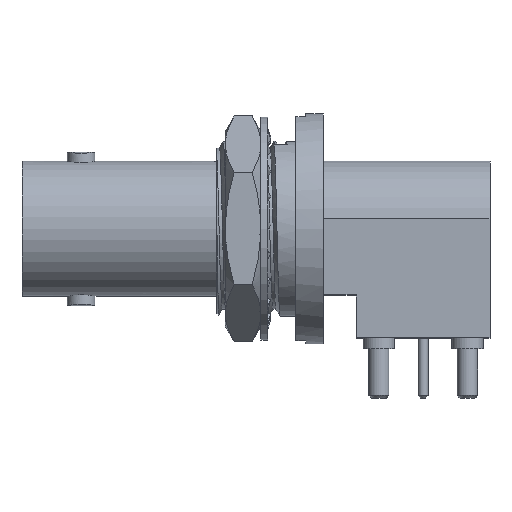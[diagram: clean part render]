
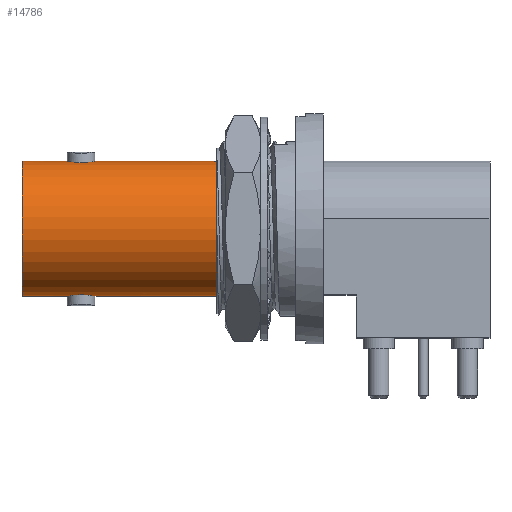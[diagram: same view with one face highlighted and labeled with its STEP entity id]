
A CAD part, top view. The second image highlights one B-rep face of the part: STEP entity #14786.
In plain terms, the highlighted cylindrical face has radius 4.825 mm (diameter 9.65 mm), a partial arc.
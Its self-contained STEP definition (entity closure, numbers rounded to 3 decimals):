
#5039=CARTESIAN_POINT('',(13.97,0.,0.));
#5040=DIRECTION('',(-1.,0.,0.));
#5041=DIRECTION('',(0.,-1.,0.));
#5042=AXIS2_PLACEMENT_3D('',#5039,#5040,#5041);
#5108=DIRECTION('',(1.,0.,0.));
#5109=VECTOR('',#5108,8.74);
#5110=CARTESIAN_POINT('',(5.23,-4.825,0.));
#5111=LINE('',#5110,#5109);
#5112=DIRECTION('',(1.,0.,0.));
#5113=VECTOR('',#5112,8.74);
#5114=CARTESIAN_POINT('',(5.23,4.825,0.));
#5115=LINE('',#5114,#5113);
#5150=DIRECTION('',(1.,0.,0.));
#5151=VECTOR('',#5150,3.25);
#5152=CARTESIAN_POINT('',(0.,4.825,0.));
#5153=LINE('',#5152,#5151);
#5154=DIRECTION('',(1.,0.,0.));
#5155=VECTOR('',#5154,3.25);
#5156=CARTESIAN_POINT('',(0.,-4.825,0.));
#5157=LINE('',#5156,#5155);
#5245=DIRECTION('',(1.,0.,0.));
#5246=VECTOR('',#5245,0.317);
#5247=CARTESIAN_POINT('',(4.082,-4.725,0.977));
#5248=LINE('',#5247,#5246);
#5249=CARTESIAN_POINT('',(4.082,-4.725,0.977));
#5250=CARTESIAN_POINT('',(4.04,-4.726,
0.97));
#5251=CARTESIAN_POINT('',(3.958,-4.73,
0.952));
#5252=CARTESIAN_POINT('',(3.839,-4.739,
0.908));
#5253=CARTESIAN_POINT('',(3.726,-4.75,
0.849));
#5254=CARTESIAN_POINT('',(3.621,-4.762,
0.776));
#5255=CARTESIAN_POINT('',(3.526,-4.776,
0.69));
#5256=CARTESIAN_POINT('',(3.443,-4.789,
0.592));
#5257=CARTESIAN_POINT('',(3.374,-4.801,
0.485));
#5258=CARTESIAN_POINT('',(3.319,-4.811,
0.37));
#5259=CARTESIAN_POINT('',(3.279,-4.819,
0.25));
#5260=CARTESIAN_POINT('',(3.255,-4.824,
0.126));
#5261=CARTESIAN_POINT('',(3.25,-4.825,0.042));
#5262=CARTESIAN_POINT('',(3.25,-4.825,0.));
#5264=CARTESIAN_POINT('',(3.25,4.825,0.));
#5265=CARTESIAN_POINT('',(3.25,4.825,0.042));
#5266=CARTESIAN_POINT('',(3.255,4.824,0.126));
#5267=CARTESIAN_POINT('',(3.279,4.819,0.25));
#5268=CARTESIAN_POINT('',(3.319,4.811,0.37));
#5269=CARTESIAN_POINT('',(3.374,4.801,0.485));
#5270=CARTESIAN_POINT('',(3.443,4.789,0.592));
#5271=CARTESIAN_POINT('',(3.526,4.776,0.69));
#5272=CARTESIAN_POINT('',(3.621,4.762,0.776));
#5273=CARTESIAN_POINT('',(3.726,4.75,0.849));
#5274=CARTESIAN_POINT('',(3.839,4.739,0.908));
#5275=CARTESIAN_POINT('',(3.958,4.73,0.952));
#5276=CARTESIAN_POINT('',(4.04,4.726,0.97));
#5277=CARTESIAN_POINT('',(4.082,4.725,0.977));
#5279=DIRECTION('',(1.,0.,0.));
#5280=VECTOR('',#5279,0.317);
#5281=CARTESIAN_POINT('',(4.082,4.725,0.977));
#5282=LINE('',#5281,#5280);
#5283=CARTESIAN_POINT('',(4.398,4.725,0.977));
#5284=CARTESIAN_POINT('',(4.44,4.726,0.97));
#5285=CARTESIAN_POINT('',(4.522,4.73,0.952));
#5286=CARTESIAN_POINT('',(4.641,4.739,0.908));
#5287=CARTESIAN_POINT('',(4.754,4.75,0.849));
#5288=CARTESIAN_POINT('',(4.859,4.762,0.776));
#5289=CARTESIAN_POINT('',(4.954,4.776,0.69));
#5290=CARTESIAN_POINT('',(5.037,4.789,0.592));
#5291=CARTESIAN_POINT('',(5.106,4.801,0.485));
#5292=CARTESIAN_POINT('',(5.161,4.811,0.37));
#5293=CARTESIAN_POINT('',(5.201,4.819,0.25));
#5294=CARTESIAN_POINT('',(5.225,4.824,0.126));
#5295=CARTESIAN_POINT('',(5.23,4.825,0.042));
#5296=CARTESIAN_POINT('',(5.23,4.825,0.));
#5298=CARTESIAN_POINT('',(5.23,-4.825,0.));
#5299=CARTESIAN_POINT('',(5.23,-4.825,0.042));
#5300=CARTESIAN_POINT('',(5.225,-4.824,
0.126));
#5301=CARTESIAN_POINT('',(5.201,-4.819,
0.25));
#5302=CARTESIAN_POINT('',(5.161,-4.811,
0.37));
#5303=CARTESIAN_POINT('',(5.106,-4.801,
0.485));
#5304=CARTESIAN_POINT('',(5.037,-4.789,
0.592));
#5305=CARTESIAN_POINT('',(4.954,-4.776,
0.69));
#5306=CARTESIAN_POINT('',(4.859,-4.762,
0.776));
#5307=CARTESIAN_POINT('',(4.754,-4.75,
0.849));
#5308=CARTESIAN_POINT('',(4.641,-4.739,
0.908));
#5309=CARTESIAN_POINT('',(4.522,-4.73,
0.952));
#5310=CARTESIAN_POINT('',(4.44,-4.726,
0.97));
#5311=CARTESIAN_POINT('',(4.398,-4.725,0.977));
#5313=CARTESIAN_POINT('',(0.,0.,0.));
#5314=DIRECTION('',(1.,0.,0.));
#5315=DIRECTION('',(0.,1.,0.));
#5316=AXIS2_PLACEMENT_3D('',#5313,#5314,#5315);
#6830=CARTESIAN_POINT('',(13.97,-4.825,0.));
#6831=CARTESIAN_POINT('',(13.97,4.825,0.));
#6832=VERTEX_POINT('',#6830);
#6833=VERTEX_POINT('',#6831);
#6834=CARTESIAN_POINT('',(0.,4.825,0.));
#6835=CARTESIAN_POINT('',(0.,-4.825,0.));
#6836=VERTEX_POINT('',#6834);
#6837=VERTEX_POINT('',#6835);
#7031=CARTESIAN_POINT('',(4.082,4.725,0.977));
#7032=CARTESIAN_POINT('',(4.398,4.725,0.977));
#7033=VERTEX_POINT('',#7031);
#7034=VERTEX_POINT('',#7032);
#7035=VERTEX_POINT('',#5264);
#7036=VERTEX_POINT('',#5296);
#7041=CARTESIAN_POINT('',(4.082,-4.725,0.977));
#7042=CARTESIAN_POINT('',(4.398,-4.725,0.977));
#7043=VERTEX_POINT('',#7041);
#7044=VERTEX_POINT('',#7042);
#7045=VERTEX_POINT('',#5298);
#7046=VERTEX_POINT('',#5262);
#14762=CARTESIAN_POINT('',(-0.699,0.,0.));
#14763=DIRECTION('',(1.,0.,0.));
#14764=DIRECTION('',(0.,-1.,0.));
#14765=AXIS2_PLACEMENT_3D('',#14762,#14763,#14764);
#14766=CYLINDRICAL_SURFACE('',#14765,4.825);
#14768=ORIENTED_EDGE('',*,*,#14767,.F.);
#14769=ORIENTED_EDGE('',*,*,#14752,.T.);
#14770=ORIENTED_EDGE('',*,*,#14699,.F.);
#14772=ORIENTED_EDGE('',*,*,#14771,.F.);
#14773=ORIENTED_EDGE('',*,*,#14695,.T.);
#14775=ORIENTED_EDGE('',*,*,#14774,.T.);
#14777=ORIENTED_EDGE('',*,*,#14776,.T.);
#14779=ORIENTED_EDGE('',*,*,#14778,.T.);
#14780=ORIENTED_EDGE('',*,*,#14687,.T.);
#14781=ORIENTED_EDGE('',*,*,#14658,.F.);
#14782=ORIENTED_EDGE('',*,*,#14684,.F.);
#14783=ORIENTED_EDGE('',*,*,#14756,.T.);
#14784=EDGE_LOOP('',(#14768,#14769,#14770,#14772,#14773,#14775,#14777,#14779,
#14780,#14781,#14782,#14783));
#14785=FACE_OUTER_BOUND('',#14784,.F.);
#5043=CIRCLE('',#5042,4.825);
#5263=B_SPLINE_CURVE_WITH_KNOTS('',3,(#5249,#5250,#5251,#5252,#5253,#5254,#5255,
#5256,#5257,#5258,#5259,#5260,#5261,#5262),.UNSPECIFIED.,.F.,.F.,(4,1,1,1,1,1,1,
1,1,1,1,4),(0.,0.091,0.182,0.273,
0.364,0.455,0.545,0.636,
0.727,0.818,0.909,1.),.UNSPECIFIED.);
#5278=B_SPLINE_CURVE_WITH_KNOTS('',3,(#5264,#5265,#5266,#5267,#5268,#5269,#5270,
#5271,#5272,#5273,#5274,#5275,#5276,#5277),.UNSPECIFIED.,.F.,.F.,(4,1,1,1,1,1,1,
1,1,1,1,4),(0.,0.091,0.182,0.273,
0.364,0.455,0.545,0.636,
0.727,0.818,0.909,1.),.UNSPECIFIED.);
#5297=B_SPLINE_CURVE_WITH_KNOTS('',3,(#5283,#5284,#5285,#5286,#5287,#5288,#5289,
#5290,#5291,#5292,#5293,#5294,#5295,#5296),.UNSPECIFIED.,.F.,.F.,(4,1,1,1,1,1,1,
1,1,1,1,4),(0.,0.091,0.182,0.273,
0.364,0.455,0.545,0.636,
0.727,0.818,0.909,1.),.UNSPECIFIED.);
#5312=B_SPLINE_CURVE_WITH_KNOTS('',3,(#5298,#5299,#5300,#5301,#5302,#5303,#5304,
#5305,#5306,#5307,#5308,#5309,#5310,#5311),.UNSPECIFIED.,.F.,.F.,(4,1,1,1,1,1,1,
1,1,1,1,4),(0.,0.091,0.182,0.273,
0.364,0.455,0.545,0.636,
0.727,0.818,0.909,1.),.UNSPECIFIED.);
#5317=CIRCLE('',#5316,4.825);
#14658=EDGE_CURVE('',#6832,#6833,#5043,.T.);
#14684=EDGE_CURVE('',#7045,#6832,#5111,.T.);
#14687=EDGE_CURVE('',#7036,#6833,#5115,.T.);
#14695=EDGE_CURVE('',#6836,#7035,#5153,.T.);
#14699=EDGE_CURVE('',#6837,#7046,#5157,.T.);
#14752=EDGE_CURVE('',#7043,#7046,#5263,.T.);
#14756=EDGE_CURVE('',#7045,#7044,#5312,.T.);
#14767=EDGE_CURVE('',#7043,#7044,#5248,.T.);
#14771=EDGE_CURVE('',#6836,#6837,#5317,.T.);
#14774=EDGE_CURVE('',#7035,#7033,#5278,.T.);
#14776=EDGE_CURVE('',#7033,#7034,#5282,.T.);
#14778=EDGE_CURVE('',#7034,#7036,#5297,.T.);
#14786=ADVANCED_FACE('',(#14785),#14766,.T.);
